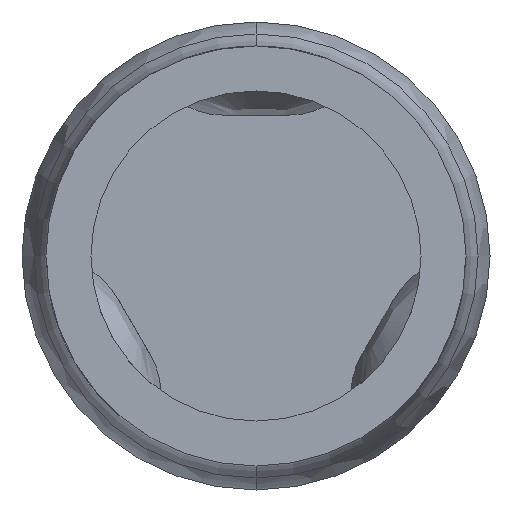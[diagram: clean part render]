
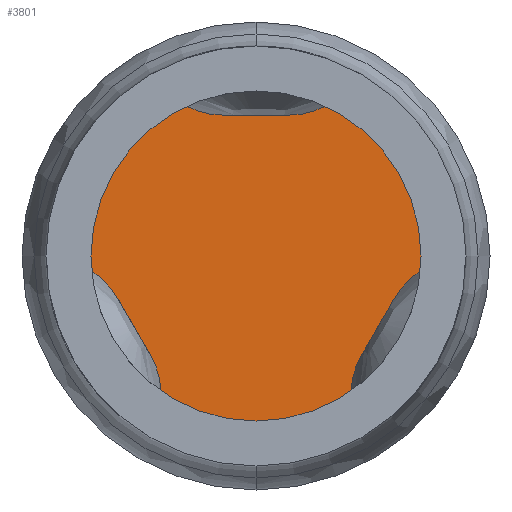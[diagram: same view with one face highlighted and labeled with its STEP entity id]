
A CAD part, front view. The second image highlights one B-rep face of the part: STEP entity #3801.
In plain terms, the highlighted planar face has unit normal (0, -1, 0).
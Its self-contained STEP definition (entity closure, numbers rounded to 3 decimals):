
#181 = EDGE_CURVE ( 'Defeature ausgef�hrt1_41+Defeature ausgef�hrt1_25+Defeature ausgef�hrt1_25+Defeature ausgef�hrt1_25', #2054, #795, #731, .T. ) ;
#275 = AXIS2_PLACEMENT_3D ( 'NONE', #4461, #3668, #4869 ) ;
#506 = AXIS2_PLACEMENT_3D ( 'NONE', #1304, #3648, #3996 ) ;
#731 = CIRCLE ( 'NONE', #275, 0.278 ) ;
#795 = VERTEX_POINT ( 'NONE', #3277 ) ;
#1280 = DIRECTION ( 'NONE',  ( 0., 0., -1. ) ) ;
#1304 = CARTESIAN_POINT ( 'NONE',  ( 0., -27.781, 0. ) ) ;
#1501 = EDGE_CURVE ( 'Defeature ausgef�hrt1_41+Defeature ausgef�hrt1_25+Defeature ausgef�hrt1_25+Defeature ausgef�hrt1_25', #795, #2054, #3229, .T. ) ;
#1572 = EDGE_LOOP ( 'NONE', ( #3651, #2033 ) ) ;
#1604 = AXIS2_PLACEMENT_3D ( 'NONE', #3976, #2435, #1280 ) ;
#2033 = ORIENTED_EDGE ( 'NONE', *, *, #1501, .T. ) ;
#2054 = VERTEX_POINT ( 'NONE', #4455 ) ;
#2435 = DIRECTION ( 'NONE',  ( 0., -1., 0. ) ) ;
#3229 = CIRCLE ( 'NONE', #506, 0.278 ) ;
#3277 = CARTESIAN_POINT ( 'NONE',  ( 0., -27.781, -0.278 ) ) ;
#3361 = FACE_OUTER_BOUND ( 'NONE', #1572, .T. ) ;
#3560 = PLANE ( 'NONE',  #1604 ) ;
#3648 = DIRECTION ( 'NONE',  ( 0., -1., 0. ) ) ;
#3651 = ORIENTED_EDGE ( 'NONE', *, *, #181, .T. ) ;
#3668 = DIRECTION ( 'NONE',  ( 0., -1., 0. ) ) ;
#3801 = ADVANCED_FACE ( 'Defeature ausgef�hrt1_41', ( #3361 ), #3560, .T. ) ;
#3976 = CARTESIAN_POINT ( 'NONE',  ( 0., -27.781, 0. ) ) ;
#3996 = DIRECTION ( 'NONE',  ( 0., 0., 1. ) ) ;
#4455 = CARTESIAN_POINT ( 'NONE',  ( 0., -27.781, 0.278 ) ) ;
#4461 = CARTESIAN_POINT ( 'NONE',  ( 0., -27.781, 0. ) ) ;
#4869 = DIRECTION ( 'NONE',  ( 0., 0., 1. ) ) ;
